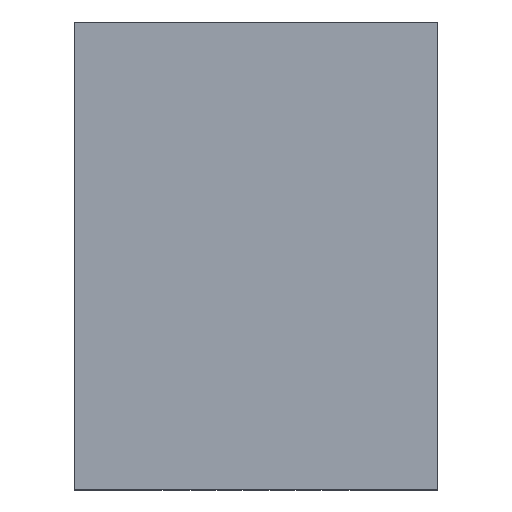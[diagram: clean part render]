
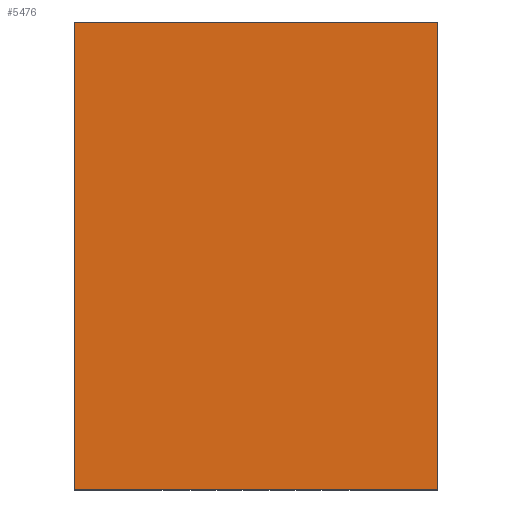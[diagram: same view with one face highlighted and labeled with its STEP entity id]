
A CAD part, top view. The second image highlights one B-rep face of the part: STEP entity #5476.
In plain terms, the highlighted face is planar.
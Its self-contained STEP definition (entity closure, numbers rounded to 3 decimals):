
#1422=DIRECTION('',(0.,0.,1.));
#1423=VECTOR('',#1422,4.5);
#1424=CARTESIAN_POINT('',(-1.75,0.975,-2.25));
#1425=LINE('',#1424,#1423);
#1429=DIRECTION('',(-1.,0.,0.));
#1430=VECTOR('',#1429,3.5);
#1431=CARTESIAN_POINT('',(1.75,0.975,-2.25));
#1432=LINE('',#1431,#1430);
#1436=DIRECTION('',(0.,0.,-1.));
#1437=VECTOR('',#1436,4.5);
#1438=CARTESIAN_POINT('',(1.75,0.975,2.25));
#1439=LINE('',#1438,#1437);
#1443=DIRECTION('',(1.,0.,0.));
#1444=VECTOR('',#1443,3.5);
#1445=CARTESIAN_POINT('',(-1.75,0.975,2.25));
#1446=LINE('',#1445,#1444);
#3535=CARTESIAN_POINT('',(-1.75,0.975,-2.25));
#3536=CARTESIAN_POINT('',(-1.75,0.975,2.25));
#3537=VERTEX_POINT('',#3535);
#3538=VERTEX_POINT('',#3536);
#3539=CARTESIAN_POINT('',(1.75,0.975,2.25));
#3540=VERTEX_POINT('',#3539);
#3541=CARTESIAN_POINT('',(1.75,0.975,-2.25));
#3542=VERTEX_POINT('',#3541);
#5465=CARTESIAN_POINT('',(0.,0.975,0.));
#5466=DIRECTION('',(0.,1.,0.));
#5467=DIRECTION('',(1.,0.,0.));
#5468=AXIS2_PLACEMENT_3D('',#5465,#5466,#5467);
#5469=PLANE('',#5468);
#5470=ORIENTED_EDGE('',*,*,#5250,.F.);
#5471=ORIENTED_EDGE('',*,*,#5320,.F.);
#5472=ORIENTED_EDGE('',*,*,#5362,.F.);
#5473=ORIENTED_EDGE('',*,*,#5431,.F.);
#5474=EDGE_LOOP('',(#5470,#5471,#5472,#5473));
#5475=FACE_OUTER_BOUND('',#5474,.F.);
#5250=EDGE_CURVE('',#3537,#3538,#1425,.T.);
#5320=EDGE_CURVE('',#3542,#3537,#1432,.T.);
#5362=EDGE_CURVE('',#3540,#3542,#1439,.T.);
#5431=EDGE_CURVE('',#3538,#3540,#1446,.T.);
#5476=ADVANCED_FACE('',(#5475),#5469,.T.);
